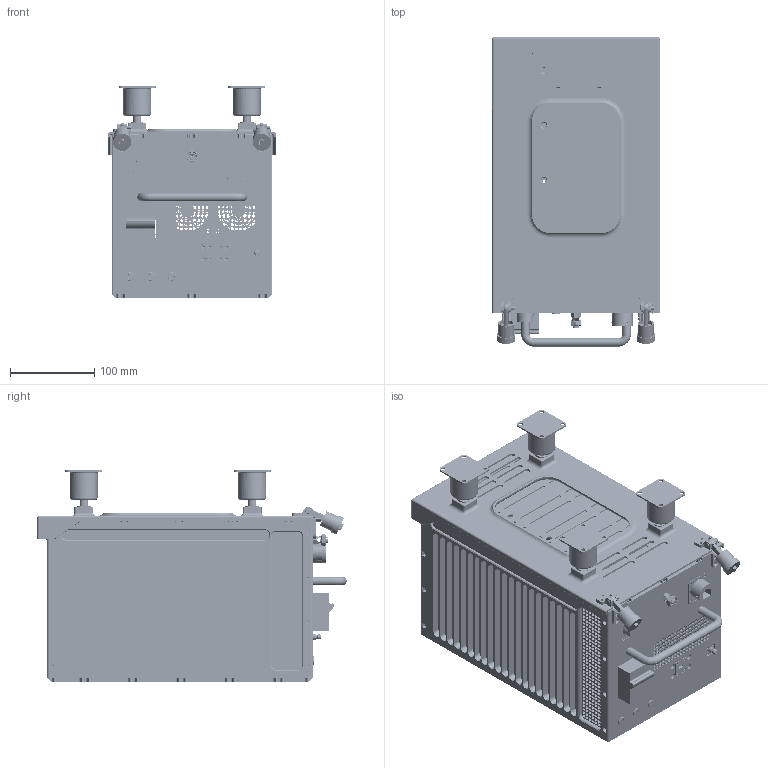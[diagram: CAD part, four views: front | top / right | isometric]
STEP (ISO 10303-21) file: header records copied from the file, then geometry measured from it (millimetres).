
FILE_DESCRIPTION (( 'STEP AP214' ), '1' );
FILE_NAME ('BP-LA-2WC-ATR-R1, CTRLD.STEP', '2024-07-09T01:31:27', ( '' ), ( '' ), 'SwSTEP 2.0', 'SolidWorks 2021', '' );
FILE_SCHEMA (( 'AUTOMOTIVE_DESIGN' ));
Length unit declared in the file: inch
Products named in the file (1): BP-LA-2WC-ATR-R1, CTRLD
Bounding box: 199 x 367 x 250.7 mm (x, y, z)
Volume: 1449851.1 mm3; surface area: 1083638.3 mm2
Topology: 48 solids, 48 shells, 5621 faces, 15161 edges, 9817 vertices
Faces by surface type: cylinder 3295, plane 1731, cone 412, torus 92, bspline 79, sphere 12
Entity records: 268991 total; most frequent: CARTESIAN_POINT 155786, ORIENTED_EDGE 30026, EDGE_CURVE 15013, B_SPLINE_CURVE_WITH_KNOTS 14962, DIRECTION 11090, VERTEX_POINT 9817, EDGE_LOOP 7392, ADVANCED_FACE 5621
